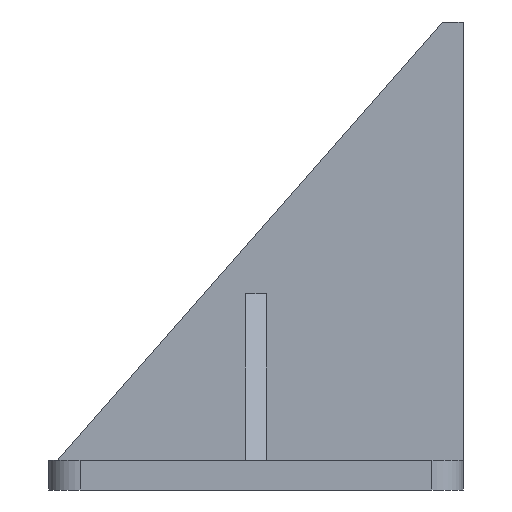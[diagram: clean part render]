
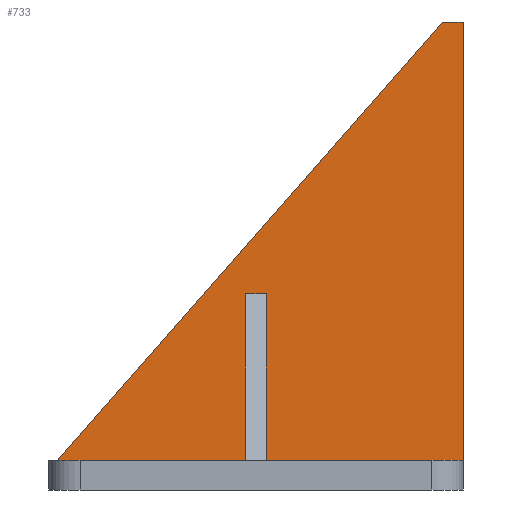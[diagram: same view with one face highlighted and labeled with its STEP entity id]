
A CAD part, left-side view. The second image highlights one B-rep face of the part: STEP entity #733.
In plain terms, the highlighted planar face has unit normal (-1, 0, 0).
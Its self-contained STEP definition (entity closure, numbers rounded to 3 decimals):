
#8 = VERTEX_POINT ( 'NONE', #503 ) ;
#34 = CARTESIAN_POINT ( 'NONE',  ( -23.1, -19.9, 2.85 ) ) ;
#51 = ORIENTED_EDGE ( 'NONE', *, *, #1632, .F. ) ;
#81 = VERTEX_POINT ( 'NONE', #1377 ) ;
#144 = CARTESIAN_POINT ( 'NONE',  ( -23.1, -17.9, 44.95 ) ) ;
#157 = EDGE_CURVE ( 'NONE', #8, #1527, #1279, .T. ) ;
#184 = LINE ( 'NONE', #608, #869 ) ;
#194 = DIRECTION ( 'NONE',  ( 0., -1., 0. ) ) ;
#224 = VERTEX_POINT ( 'NONE', #1388 ) ;
#274 = CARTESIAN_POINT ( 'NONE',  ( -23.1, -19.9, 2.85 ) ) ;
#280 = VECTOR ( 'NONE', #1696, 1000. ) ;
#288 = ORIENTED_EDGE ( 'NONE', *, *, #340, .T. ) ;
#311 = EDGE_CURVE ( 'NONE', #81, #941, #387, .T. ) ;
#340 = EDGE_CURVE ( 'NONE', #1299, #1062, #1589, .T. ) ;
#387 = LINE ( 'NONE', #792, #736 ) ;
#391 = VECTOR ( 'NONE', #1270, 1000. ) ;
#396 = DIRECTION ( 'NONE',  ( 0., 0., -1. ) ) ;
#457 = DIRECTION ( 'NONE',  ( 0., 0., 1. ) ) ;
#463 = ORIENTED_EDGE ( 'NONE', *, *, #157, .F. ) ;
#503 = CARTESIAN_POINT ( 'NONE',  ( -23.1, -19.9, 44.95 ) ) ;
#533 = EDGE_CURVE ( 'NONE', #224, #801, #800, .T. ) ;
#542 = EDGE_CURVE ( 'NONE', #801, #81, #1387, .T. ) ;
#603 = CARTESIAN_POINT ( 'NONE',  ( -23.1, -1., 18.85 ) ) ;
#608 = CARTESIAN_POINT ( 'NONE',  ( -23.1, -17.9, 44.95 ) ) ;
#611 = VECTOR ( 'NONE', #1524, 1000. ) ;
#614 = ORIENTED_EDGE ( 'NONE', *, *, #542, .F. ) ;
#631 = DIRECTION ( 'NONE',  ( 0., -0.66, 0.751 ) ) ;
#696 = FACE_OUTER_BOUND ( 'NONE', #1634, .T. ) ;
#719 = EDGE_CURVE ( 'NONE', #941, #8, #184, .T. ) ;
#733 = ADVANCED_FACE ( 'NONE', ( #696 ), #1669, .T. ) ;
#736 = VECTOR ( 'NONE', #631, 1000. ) ;
#737 = CARTESIAN_POINT ( 'NONE',  ( -23.1, 1., 18.85 ) ) ;
#780 = AXIS2_PLACEMENT_3D ( 'NONE', #1258, #1501, #457 ) ;
#792 = CARTESIAN_POINT ( 'NONE',  ( -23.1, 19.1, 2.85 ) ) ;
#800 = LINE ( 'NONE', #1068, #1224 ) ;
#801 = VERTEX_POINT ( 'NONE', #916 ) ;
#817 = DIRECTION ( 'NONE',  ( 0., 1., 0. ) ) ;
#867 = LINE ( 'NONE', #737, #391 ) ;
#869 = VECTOR ( 'NONE', #194, 1000. ) ;
#886 = DIRECTION ( 'NONE',  ( 0., 0., -1. ) ) ;
#901 = ORIENTED_EDGE ( 'NONE', *, *, #533, .F. ) ;
#916 = CARTESIAN_POINT ( 'NONE',  ( -23.1, 1., 2.85 ) ) ;
#918 = ORIENTED_EDGE ( 'NONE', *, *, #719, .F. ) ;
#941 = VERTEX_POINT ( 'NONE', #144 ) ;
#946 = LINE ( 'NONE', #274, #1474 ) ;
#977 = VECTOR ( 'NONE', #886, 1000. ) ;
#985 = CARTESIAN_POINT ( 'NONE',  ( -23.1, -19.9, 2.85 ) ) ;
#998 = ORIENTED_EDGE ( 'NONE', *, *, #1298, .T. ) ;
#1011 = CARTESIAN_POINT ( 'NONE',  ( -23.1, -19.9, 44.95 ) ) ;
#1062 = VERTEX_POINT ( 'NONE', #1454 ) ;
#1068 = CARTESIAN_POINT ( 'NONE',  ( -23.1, 1., 18.85 ) ) ;
#1224 = VECTOR ( 'NONE', #396, 1000. ) ;
#1239 = ORIENTED_EDGE ( 'NONE', *, *, #311, .F. ) ;
#1258 = CARTESIAN_POINT ( 'NONE',  ( -23.1, 0., 0. ) ) ;
#1270 = DIRECTION ( 'NONE',  ( 0., -1., 0. ) ) ;
#1279 = LINE ( 'NONE', #1011, #977 ) ;
#1298 = EDGE_CURVE ( 'NONE', #224, #1299, #867, .T. ) ;
#1299 = VERTEX_POINT ( 'NONE', #603 ) ;
#1311 = CARTESIAN_POINT ( 'NONE',  ( -23.1, -1., 18.85 ) ) ;
#1377 = CARTESIAN_POINT ( 'NONE',  ( -23.1, 19.1, 2.85 ) ) ;
#1387 = LINE ( 'NONE', #985, #611 ) ;
#1388 = CARTESIAN_POINT ( 'NONE',  ( -23.1, 1., 18.85 ) ) ;
#1454 = CARTESIAN_POINT ( 'NONE',  ( -23.1, -1., 2.85 ) ) ;
#1474 = VECTOR ( 'NONE', #817, 1000. ) ;
#1501 = DIRECTION ( 'NONE',  ( -1., 0., 0. ) ) ;
#1524 = DIRECTION ( 'NONE',  ( 0., 1., 0. ) ) ;
#1527 = VERTEX_POINT ( 'NONE', #34 ) ;
#1589 = LINE ( 'NONE', #1311, #280 ) ;
#1632 = EDGE_CURVE ( 'NONE', #1527, #1062, #946, .T. ) ;
#1634 = EDGE_LOOP ( 'NONE', ( #901, #998, #288, #51, #463, #918, #1239, #614 ) ) ;
#1669 = PLANE ( 'NONE',  #780 ) ;
#1696 = DIRECTION ( 'NONE',  ( 0., 0., -1. ) ) ;
